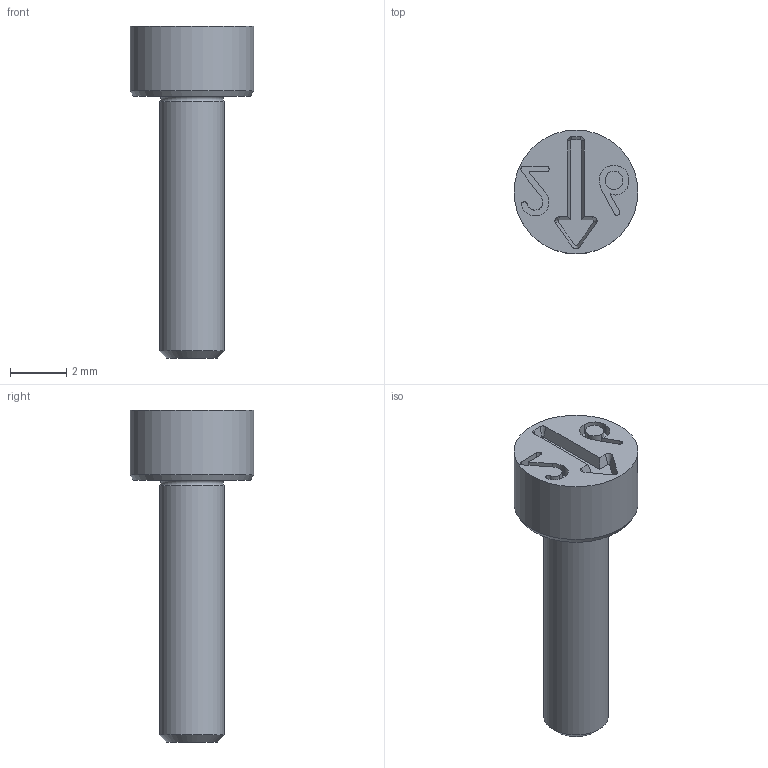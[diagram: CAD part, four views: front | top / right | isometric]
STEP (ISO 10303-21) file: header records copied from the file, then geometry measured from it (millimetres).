
FILE_DESCRIPTION(/* description */ (''),/* implementation_level */ '2;1');
FILE_NAME(/* name */ 'Dati-1400_F$8$Jahr.stp',/* time_stamp */ '2025-09-11T16:01:32+02:00',/* author */ ('olafg'),/* organization */ (''),/* preprocessor_version */ 'ST-DEVELOPER v20',/* originating_system */ 'Autodesk Inventor 2024',/* authorisation */ '');
FILE_SCHEMA (('AUTOMOTIVE_DESIGN { 1 0 10303 214 3 1 1 }'));
Length unit declared in the file: millimetre
Products named in the file (1): 1308-05-00 Stelleinsatz
Bounding box: 4.4 x 4.4 x 11.8 mm (x, y, z)
Volume: 74.8 mm3; surface area: 138.5 mm2
Topology: 1 solids, 1 shells, 57 faces, 148 edges, 98 vertices
Faces by surface type: bspline 25, plane 22, cone 7, cylinder 2, torus 1
Full cylindrical faces by diameter (mm): 2.3 x1, 4.4 x1
Entity records: 1934 total; most frequent: CARTESIAN_POINT 645, ORIENTED_EDGE 296, DIRECTION 183, EDGE_CURVE 148, VERTEX_POINT 98, LINE 79, VECTOR 79, EDGE_LOOP 62
